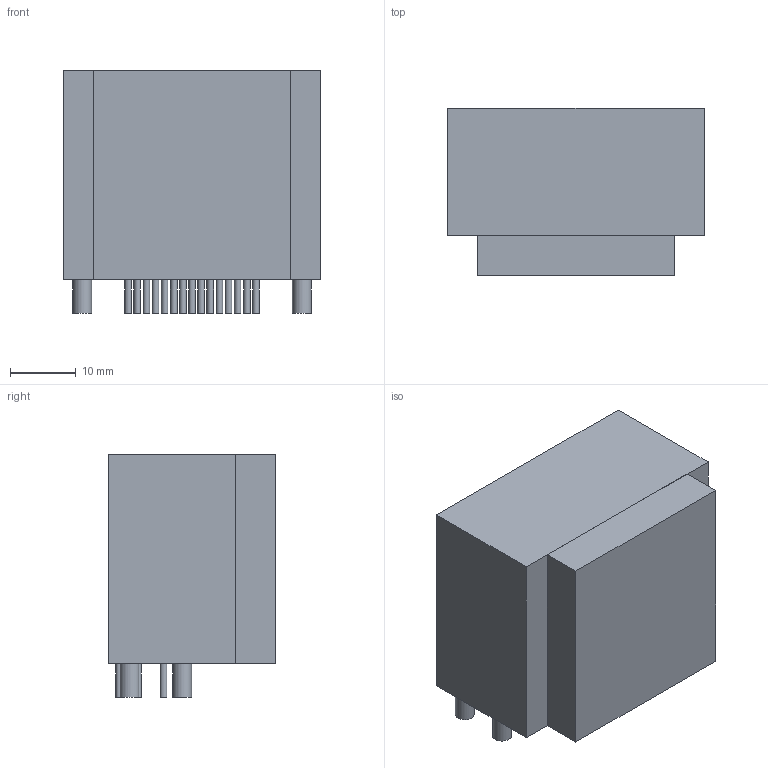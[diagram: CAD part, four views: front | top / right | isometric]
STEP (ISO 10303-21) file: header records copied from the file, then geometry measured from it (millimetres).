
FILE_DESCRIPTION(('FreeCAD Model'),'2;1');
FILE_NAME('374523.1.1.stp','2020-09-22T11:20:39',( 'Author'),(''),'Open CASCADE STEP processor 6.9','FreeCAD','Unknown' );
FILE_SCHEMA(('AUTOMOTIVE_DESIGN { 1 0 10303 214 1 1 1 1 }'));
Length unit declared in the file: millimetre
Products named in the file (3): ASSEMBLY; Body; Leads
Assembly tree (35 placements, depth 2):
  ASSEMBLY
    Body
    Leads  x34
Bounding box: 38.99 x 25.4 x 36.85 mm (x, y, z)
Surface area: 33559.6 mm2
Topology: 1158 solids, 1158 shells, 3480 faces, 3492 edges, 2328 vertices
Faces by surface type: plane 2324, cylinder 1156
Full cylindrical faces by diameter (mm): 0.99 x1020, 2.85 x136
Entity records: 4384 total; most frequent: DIRECTION 746, CARTESIAN_POINT 612, ORIENTED_EDGE 252, PCURVE 252, DEFINITIONAL_REPRESENTATION 252, LINE 242, VECTOR 242, AXIS2_PLACEMENT_3D 218
